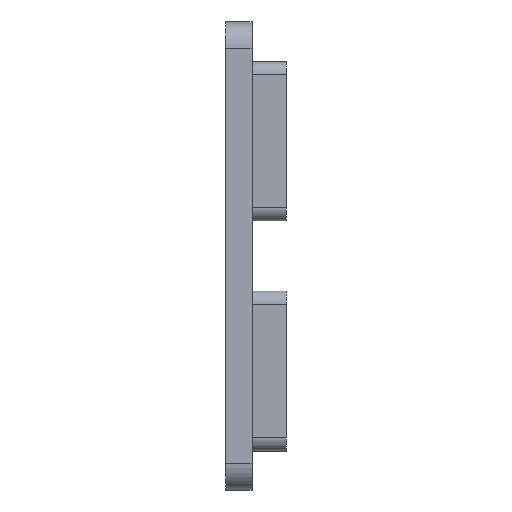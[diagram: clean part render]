
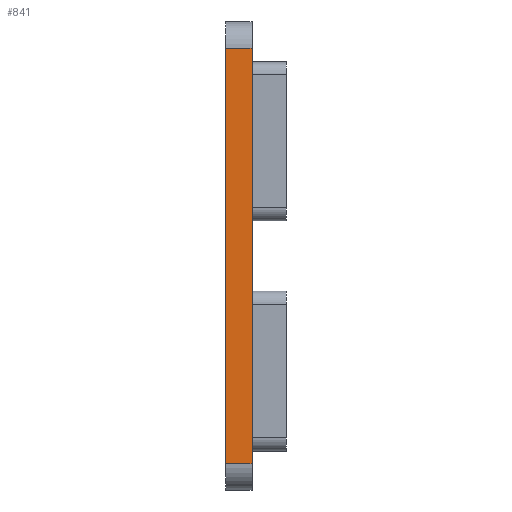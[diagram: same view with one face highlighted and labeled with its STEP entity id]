
A CAD part, left-side view. The second image highlights one B-rep face of the part: STEP entity #841.
In plain terms, the highlighted planar face has unit normal (-1, 0, 0).
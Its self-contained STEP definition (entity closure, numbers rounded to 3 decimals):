
#41=PLANE('',#933);
#82=FACE_OUTER_BOUND('',#129,.T.);
#129=EDGE_LOOP('',(#702,#703,#704,#705));
#207=LINE('',#1376,#291);
#214=LINE('',#1402,#298);
#215=LINE('',#1406,#299);
#216=LINE('',#1407,#300);
#291=VECTOR('',#1117,10.);
#298=VECTOR('',#1142,10.);
#299=VECTOR('',#1147,10.);
#300=VECTOR('',#1148,10.);
#412=VERTEX_POINT('',#1373);
#413=VERTEX_POINT('',#1375);
#423=VERTEX_POINT('',#1401);
#424=VERTEX_POINT('',#1405);
#516=EDGE_CURVE('',#413,#412,#207,.T.);
#529=EDGE_CURVE('',#423,#413,#214,.T.);
#531=EDGE_CURVE('',#424,#412,#215,.T.);
#532=EDGE_CURVE('',#424,#423,#216,.T.);
#702=ORIENTED_EDGE('',*,*,#516,.T.);
#703=ORIENTED_EDGE('',*,*,#531,.F.);
#704=ORIENTED_EDGE('',*,*,#532,.T.);
#705=ORIENTED_EDGE('',*,*,#529,.T.);
#841=ADVANCED_FACE('',(#82),#41,.T.);
#933=AXIS2_PLACEMENT_3D('',#1404,#1145,#1146);
#1117=DIRECTION('',(0.,0.,-1.));
#1142=DIRECTION('',(0.,1.,0.));
#1145=DIRECTION('center_axis',(-1.,0.,0.));
#1146=DIRECTION('ref_axis',(0.,0.,1.));
#1147=DIRECTION('',(0.,1.,0.));
#1148=DIRECTION('',(0.,0.,1.));
#1373=CARTESIAN_POINT('',(-1.784,6.,-7.656));
#1375=CARTESIAN_POINT('',(-1.784,6.,23.674));
#1376=CARTESIAN_POINT('',(-1.784,6.,0.176));
#1401=CARTESIAN_POINT('',(-1.784,4.,23.674));
#1402=CARTESIAN_POINT('',(-1.784,4.5,23.674));
#1404=CARTESIAN_POINT('Origin',(-1.784,4.,-7.656));
#1405=CARTESIAN_POINT('',(-1.784,4.,-7.656));
#1406=CARTESIAN_POINT('',(-1.784,4.,-7.656));
#1407=CARTESIAN_POINT('',(-1.784,4.,-7.656));
